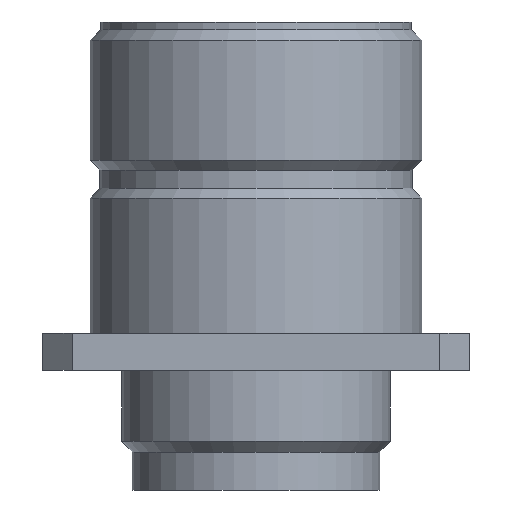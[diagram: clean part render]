
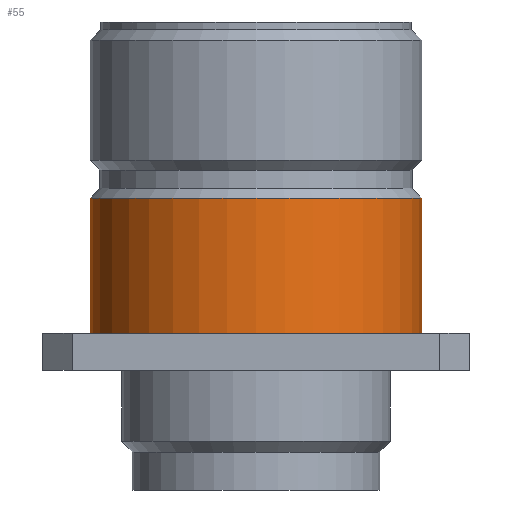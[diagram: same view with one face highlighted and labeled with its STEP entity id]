
A CAD part, front view. The second image highlights one B-rep face of the part: STEP entity #55.
In plain terms, the highlighted cylindrical face has radius 11.113 mm (diameter 22.225 mm), a partial arc.
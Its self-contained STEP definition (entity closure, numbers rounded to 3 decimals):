
#55 = ADVANCED_FACE ( 'NONE', ( #398 ), #397, .T. ) ;
#56 = EDGE_LOOP ( 'NONE', ( #57, #58, #59, #60 ) ) ;
#57 = ORIENTED_EDGE ( 'NONE', *, *, #1575, .F. ) ;
#58 = ORIENTED_EDGE ( 'NONE', *, *, #1456, .T. ) ;
#59 = ORIENTED_EDGE ( 'NONE', *, *, #1578, .T. ) ;
#60 = ORIENTED_EDGE ( 'NONE', *, *, #61, .F. ) ;
#61 = EDGE_CURVE ( 'NONE', #1561, #1558, #392, .T. ) ;
#258 = DIRECTION ( 'NONE',  ( 1., 0., 0. ) ) ;
#259 = DIRECTION ( 'NONE',  ( 0., 0., 1. ) ) ;
#390 = CARTESIAN_POINT ( 'NONE',  ( 0., 0., 11.54 ) ) ;
#391 = AXIS2_PLACEMENT_3D ( 'NONE', #390, #259, #258 ) ;
#392 = CIRCLE ( 'NONE', #391, 11.113 ) ;
#393 = DIRECTION ( 'NONE',  ( 1., 0., 0. ) ) ;
#394 = DIRECTION ( 'NONE',  ( 0., 0., 1. ) ) ;
#395 = CARTESIAN_POINT ( 'NONE',  ( 0., 0., 39.084 ) ) ;
#396 = AXIS2_PLACEMENT_3D ( 'NONE', #395, #394, #393 ) ;
#397 = CYLINDRICAL_SURFACE ( 'NONE', #396, 11.113 ) ;
#398 = FACE_OUTER_BOUND ( 'NONE', #56, .T. ) ;
#794 = DIRECTION ( 'NONE',  ( 1., 0., 0. ) ) ;
#795 = DIRECTION ( 'NONE',  ( 0., 0., 1. ) ) ;
#796 = CARTESIAN_POINT ( 'NONE',  ( 0., 0., 2.5 ) ) ;
#797 = AXIS2_PLACEMENT_3D ( 'NONE', #796, #795, #794 ) ;
#798 = CIRCLE ( 'NONE', #797, 11.113 ) ;
#907 = CARTESIAN_POINT ( 'NONE',  ( 11.113, 0., 39.084 ) ) ;
#908 = LINE ( 'NONE', #907, #1059 ) ;
#909 = DIRECTION ( 'NONE',  ( 0., 0., 1. ) ) ;
#910 = VECTOR ( 'NONE', #909, 1000. ) ;
#911 = CARTESIAN_POINT ( 'NONE',  ( -11.113, 0., 39.084 ) ) ;
#912 = LINE ( 'NONE', #911, #910 ) ;
#913 = CARTESIAN_POINT ( 'NONE',  ( -11.113, 0., 2.5 ) ) ;
#914 = CARTESIAN_POINT ( 'NONE',  ( 11.113, 0., 2.5 ) ) ;
#950 = CARTESIAN_POINT ( 'NONE',  ( -11.113, 0., 11.54 ) ) ;
#994 = CARTESIAN_POINT ( 'NONE',  ( 11.113, 0., 11.54 ) ) ;
#1058 = DIRECTION ( 'NONE',  ( 0., 0., 1. ) ) ;
#1059 = VECTOR ( 'NONE', #1058, 1000. ) ;
#1456 = EDGE_CURVE ( 'NONE', #1573, #1572, #798, .T. ) ;
#1558 = VERTEX_POINT ( 'NONE', #994 ) ;
#1561 = VERTEX_POINT ( 'NONE', #950 ) ;
#1572 = VERTEX_POINT ( 'NONE', #914 ) ;
#1573 = VERTEX_POINT ( 'NONE', #913 ) ;
#1575 = EDGE_CURVE ( 'NONE', #1573, #1561, #912, .T. ) ;
#1578 = EDGE_CURVE ( 'NONE', #1572, #1558, #908, .T. ) ;
